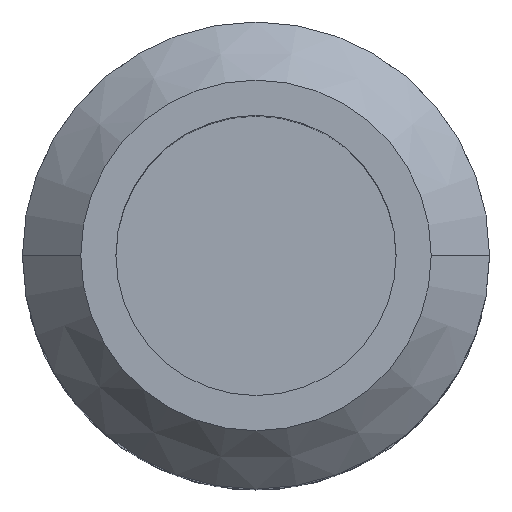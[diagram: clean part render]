
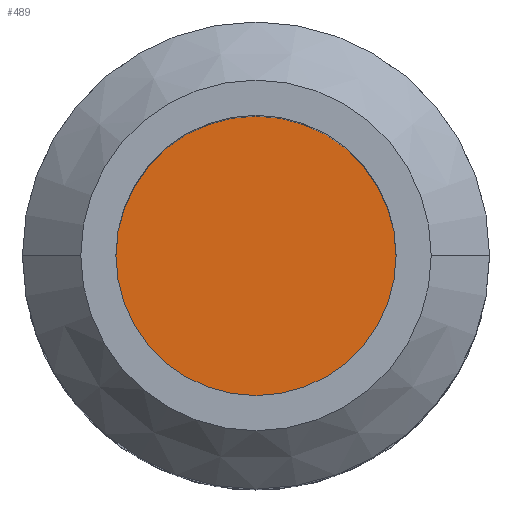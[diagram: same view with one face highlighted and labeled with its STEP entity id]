
A CAD part, top view. The second image highlights one B-rep face of the part: STEP entity #489.
In plain terms, the highlighted planar face has unit normal (0, 0, 1).
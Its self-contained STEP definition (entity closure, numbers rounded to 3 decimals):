
#302 = DIRECTION ( 'NONE',  ( 1., 0., 0. ) ) ;
#451 = AXIS2_PLACEMENT_3D ( 'NONE', #951, #933, #577 ) ;
#489 = ADVANCED_FACE ( 'NONE', ( #1485 ), #836, .T. ) ;
#551 = VERTEX_POINT ( 'NONE', #608 ) ;
#577 = DIRECTION ( 'NONE',  ( 1., 0., 0. ) ) ;
#608 = CARTESIAN_POINT ( 'NONE',  ( 19.05, 0., 49.3 ) ) ;
#610 = ORIENTED_EDGE ( 'NONE', *, *, #1204, .T. ) ;
#739 = DIRECTION ( 'NONE',  ( 0., 0., 1. ) ) ;
#805 = CARTESIAN_POINT ( 'NONE',  ( 0., 0., 49.3 ) ) ;
#825 = CARTESIAN_POINT ( 'NONE',  ( -19.05, 0., 49.3 ) ) ;
#836 = PLANE ( 'NONE',  #927 ) ;
#927 = AXIS2_PLACEMENT_3D ( 'NONE', #1436, #739, #302 ) ;
#933 = DIRECTION ( 'NONE',  ( 0., 0., 1. ) ) ;
#951 = CARTESIAN_POINT ( 'NONE',  ( 0., 0., 49.3 ) ) ;
#1054 = AXIS2_PLACEMENT_3D ( 'NONE', #805, #1107, #1064 ) ;
#1064 = DIRECTION ( 'NONE',  ( 1., 0., 0. ) ) ;
#1107 = DIRECTION ( 'NONE',  ( 0., 0., 1. ) ) ;
#1118 = VERTEX_POINT ( 'NONE', #825 ) ;
#1138 = CIRCLE ( 'NONE', #451, 19.05 ) ;
#1204 = EDGE_CURVE ( 'NONE', #551, #1118, #1138, .T. ) ;
#1365 = EDGE_CURVE ( 'NONE', #1118, #551, #1680, .T. ) ;
#1436 = CARTESIAN_POINT ( 'NONE',  ( 0., 19.05, 49.3 ) ) ;
#1485 = FACE_OUTER_BOUND ( 'NONE', #1540, .T. ) ;
#1540 = EDGE_LOOP ( 'NONE', ( #610, #1676 ) ) ;
#1676 = ORIENTED_EDGE ( 'NONE', *, *, #1365, .T. ) ;
#1680 = CIRCLE ( 'NONE', #1054, 19.05 ) ;
